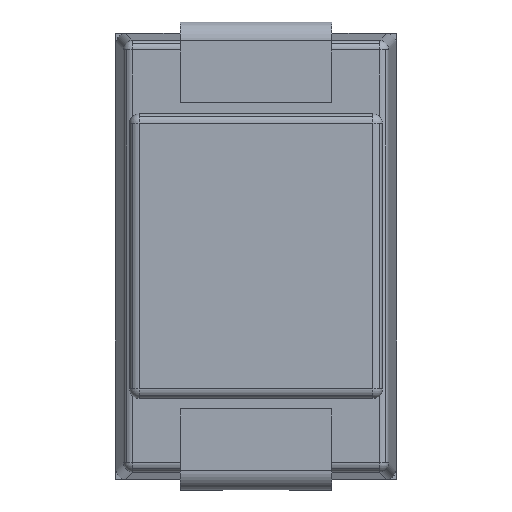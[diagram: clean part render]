
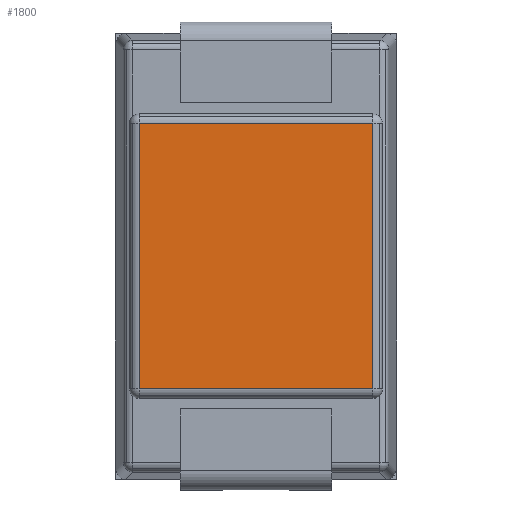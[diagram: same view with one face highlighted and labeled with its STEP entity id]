
A CAD part, top view. The second image highlights one B-rep face of the part: STEP entity #1800.
In plain terms, the highlighted planar face has unit normal (0, 0, 1).
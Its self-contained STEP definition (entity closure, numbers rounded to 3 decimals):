
#180 = VECTOR ( 'NONE', #3972, 1000. ) ;
#202 = ORIENTED_EDGE ( 'NONE', *, *, #2895, .F. ) ;
#224 = DIRECTION ( 'NONE',  ( 0., 0., 1. ) ) ;
#306 = CARTESIAN_POINT ( 'NONE',  ( -1.85, -1.125, 1.56 ) ) ;
#347 = EDGE_LOOP ( 'NONE', ( #202, #4614, #2406, #1192 ) ) ;
#504 = CARTESIAN_POINT ( 'NONE',  ( 1., -2.1, 1.56 ) ) ;
#506 = VERTEX_POINT ( 'NONE', #1810 ) ;
#669 = EDGE_CURVE ( 'NONE', #1486, #506, #1561, .T. ) ;
#911 = CARTESIAN_POINT ( 'NONE',  ( -1.85, -2.1, 1.56 ) ) ;
#928 = CARTESIAN_POINT ( 'NONE',  ( 1.85, 1.125, 1.56 ) ) ;
#1037 = CARTESIAN_POINT ( 'NONE',  ( 1.85, 2.1, 1.56 ) ) ;
#1095 = EDGE_CURVE ( 'NONE', #506, #2988, #1321, .T. ) ;
#1192 = ORIENTED_EDGE ( 'NONE', *, *, #2902, .F. ) ;
#1263 = VECTOR ( 'NONE', #3760, 1000. ) ;
#1321 = LINE ( 'NONE', #4352, #180 ) ;
#1486 = VERTEX_POINT ( 'NONE', #911 ) ;
#1561 = LINE ( 'NONE', #306, #1263 ) ;
#1800 = ADVANCED_FACE ( 'NONE', ( #2391 ), #2534, .T. ) ;
#1810 = CARTESIAN_POINT ( 'NONE',  ( -1.85, 2.1, 1.56 ) ) ;
#2012 = VECTOR ( 'NONE', #3383, 1000. ) ;
#2391 = FACE_OUTER_BOUND ( 'NONE', #347, .T. ) ;
#2406 = ORIENTED_EDGE ( 'NONE', *, *, #669, .F. ) ;
#2534 = PLANE ( 'NONE',  #4815 ) ;
#2895 = EDGE_CURVE ( 'NONE', #2988, #3473, #3537, .T. ) ;
#2902 = EDGE_CURVE ( 'NONE', #3473, #1486, #3233, .T. ) ;
#2988 = VERTEX_POINT ( 'NONE', #1037 ) ;
#3233 = LINE ( 'NONE', #504, #4188 ) ;
#3383 = DIRECTION ( 'NONE',  ( 0., -1., 0. ) ) ;
#3473 = VERTEX_POINT ( 'NONE', #4793 ) ;
#3537 = LINE ( 'NONE', #928, #2012 ) ;
#3760 = DIRECTION ( 'NONE',  ( 0., 1., 0. ) ) ;
#3972 = DIRECTION ( 'NONE',  ( 1., 0., 0. ) ) ;
#4064 = CARTESIAN_POINT ( 'NONE',  ( 0., 0., 1.56 ) ) ;
#4081 = DIRECTION ( 'NONE',  ( 1., 0., 0. ) ) ;
#4155 = DIRECTION ( 'NONE',  ( -1., 0., 0. ) ) ;
#4188 = VECTOR ( 'NONE', #4155, 1000. ) ;
#4352 = CARTESIAN_POINT ( 'NONE',  ( -1., 2.1, 1.56 ) ) ;
#4614 = ORIENTED_EDGE ( 'NONE', *, *, #1095, .F. ) ;
#4793 = CARTESIAN_POINT ( 'NONE',  ( 1.85, -2.1, 1.56 ) ) ;
#4815 = AXIS2_PLACEMENT_3D ( 'NONE', #4064, #224, #4081 ) ;
